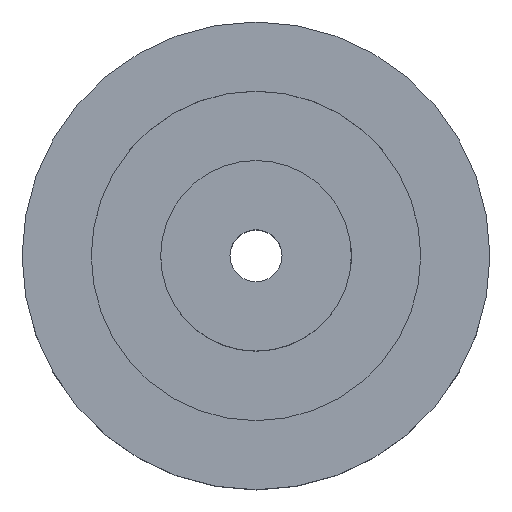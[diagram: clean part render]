
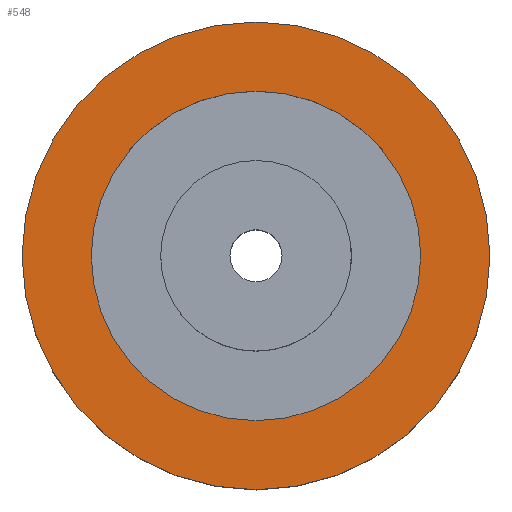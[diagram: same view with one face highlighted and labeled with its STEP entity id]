
A CAD part, top view. The second image highlights one B-rep face of the part: STEP entity #548.
In plain terms, the highlighted planar face has unit normal (0, 0, 1).
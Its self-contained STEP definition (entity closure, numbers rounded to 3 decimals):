
#1=CARTESIAN_POINT('',(0.,0.,7.15));
#2=DIRECTION('',(0.,0.,-1.));
#3=DIRECTION('',(0.,-1.,0.));
#4=AXIS2_PLACEMENT_3D('',#1,#2,#3);
#6=CARTESIAN_POINT('',(0.,0.,7.15));
#7=DIRECTION('',(0.,0.,-1.));
#8=DIRECTION('',(0.,1.,0.));
#9=AXIS2_PLACEMENT_3D('',#6,#7,#8);
#11=CARTESIAN_POINT('',(0.,0.,7.15));
#12=DIRECTION('',(0.,0.,1.));
#13=DIRECTION('',(0.,1.,0.));
#14=AXIS2_PLACEMENT_3D('',#11,#12,#13);
#16=CARTESIAN_POINT('',(0.,0.,7.15));
#17=DIRECTION('',(0.,0.,1.));
#18=DIRECTION('',(0.,-1.,0.));
#19=AXIS2_PLACEMENT_3D('',#16,#17,#18);
#435=CARTESIAN_POINT('',(0.,-27.,7.15));
#436=CARTESIAN_POINT('',(0.,27.,7.15));
#437=VERTEX_POINT('',#435);
#438=VERTEX_POINT('',#436);
#459=CARTESIAN_POINT('',(0.,19.02,7.15));
#460=CARTESIAN_POINT('',(0.,-19.02,7.15));
#461=VERTEX_POINT('',#459);
#462=VERTEX_POINT('',#460);
#531=CARTESIAN_POINT('',(0.,0.,7.15));
#532=DIRECTION('',(0.,0.,1.));
#533=DIRECTION('',(0.,-1.,0.));
#534=AXIS2_PLACEMENT_3D('',#531,#532,#533);
#535=PLANE('',#534);
#537=ORIENTED_EDGE('',*,*,#536,.T.);
#539=ORIENTED_EDGE('',*,*,#538,.T.);
#540=EDGE_LOOP('',(#537,#539));
#541=FACE_OUTER_BOUND('',#540,.F.);
#543=ORIENTED_EDGE('',*,*,#542,.T.);
#545=ORIENTED_EDGE('',*,*,#544,.T.);
#546=EDGE_LOOP('',(#543,#545));
#547=FACE_BOUND('',#546,.F.);
#548=ADVANCED_FACE('',(#541,#547),#535,.T.);
#5=CIRCLE('',#4,27.);
#10=CIRCLE('',#9,27.);
#15=CIRCLE('',#14,19.02);
#20=CIRCLE('',#19,19.02);
#536=EDGE_CURVE('',#437,#438,#5,.T.);
#538=EDGE_CURVE('',#438,#437,#10,.T.);
#542=EDGE_CURVE('',#461,#462,#15,.T.);
#544=EDGE_CURVE('',#462,#461,#20,.T.);
